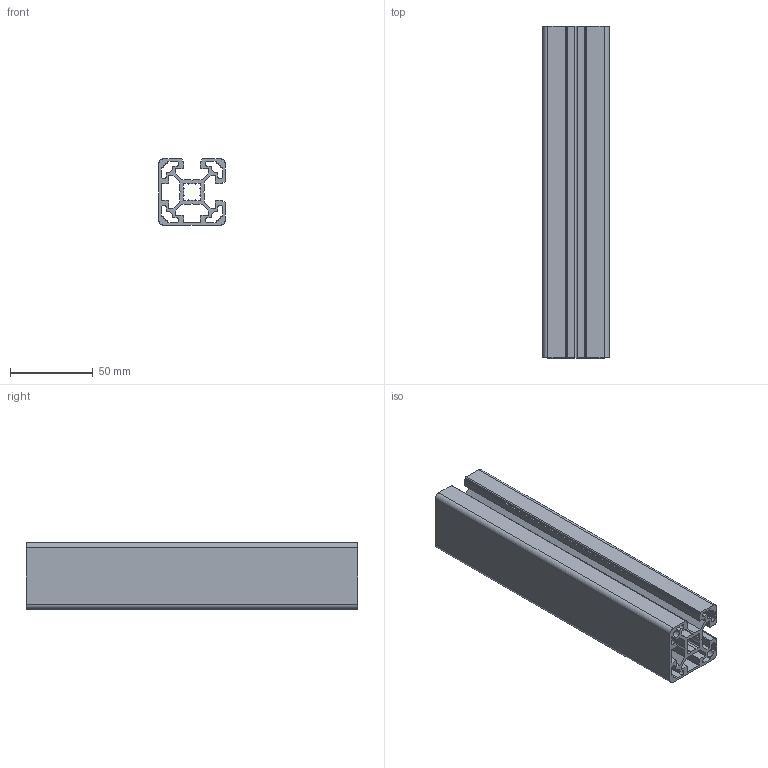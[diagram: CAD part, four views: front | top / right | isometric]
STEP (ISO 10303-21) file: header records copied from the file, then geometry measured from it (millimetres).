
FILE_DESCRIPTION(/* description */ ('Aluminiumprofil 40x40L 2NVS'),/* implementation_level */ '2;1');
FILE_NAME(/* name */ 'Syskomp 411993189 Aluminiumprofil 40x40L 2NVS.stp',/* time_stamp */ '2017-02-02T12:57:51+01:00',/* author */ ('wheldmann'),/* organization */ (''),/* preprocessor_version */ 'ST-DEVELOPER v16.1',/* originating_system */ 'Autodesk Inventor 2016',/* authorisation */ ' ');
FILE_SCHEMA (('AUTOMOTIVE_DESIGN { 1 0 10303 214 3 1 1 }'));
Length unit declared in the file: millimetre
Products named in the file (1): 411993189 Aluminiumprofil 40x40L 2NVS - 200
Bounding box: 40 x 200 x 40 mm (x, y, z)
Volume: 119218.9 mm3; surface area: 109541 mm2
Topology: 1 solids, 1 shells, 162 faces, 480 edges, 320 vertices
Faces by surface type: plane 114, cylinder 48
Entity records: 5452 total; most frequent: CARTESIAN_POINT 963, ORIENTED_EDGE 960, DIRECTION 902, EDGE_CURVE 480, LINE 384, VECTOR 384, VERTEX_POINT 320, AXIS2_PLACEMENT_3D 259
